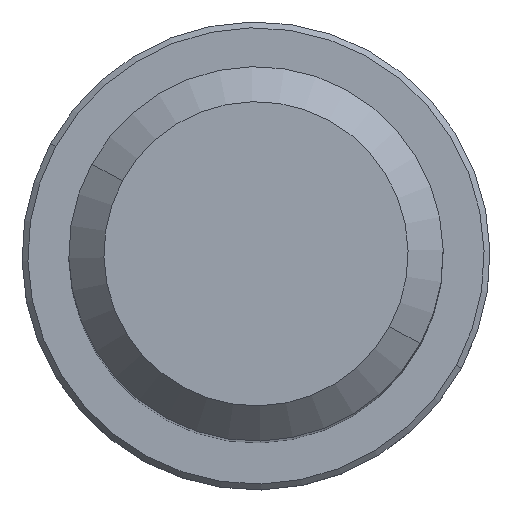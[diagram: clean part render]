
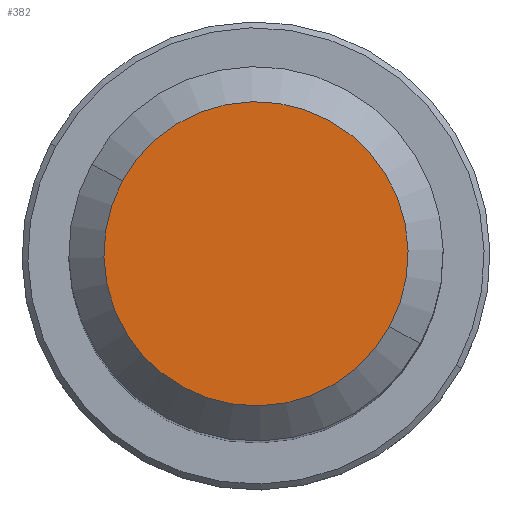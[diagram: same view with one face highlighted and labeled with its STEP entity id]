
A CAD part, top view. The second image highlights one B-rep face of the part: STEP entity #382.
In plain terms, the highlighted planar face has unit normal (0, 0, 1).
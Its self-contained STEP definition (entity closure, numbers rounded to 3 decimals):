
#339=CARTESIAN_POINT('Vertex',(11.409,-6.233,110.)) ;
#342=CARTESIAN_POINT('Axis2P3D Location',(0.,0.,110.)) ;
#346=CARTESIAN_POINT('Vertex',(-11.409,6.233,110.)) ;
#361=CARTESIAN_POINT('Axis2P3D Location',(0.,0.,110.)) ;
#373=CARTESIAN_POINT('Axis2P3D Location',(-13.,0.,110.)) ;
#343=DIRECTION('Axis2P3D Direction',(0.,0.,-1.)) ;
#362=DIRECTION('Axis2P3D Direction',(0.,0.,-1.)) ;
#374=DIRECTION('Axis2P3D Direction',(0.,0.,-1.)) ;
#375=DIRECTION('Axis2P3D XDirection',(1.,0.,0.)) ;
#344=AXIS2_PLACEMENT_3D('Circle Axis2P3D',#342,#343,$) ;
#363=AXIS2_PLACEMENT_3D('Circle Axis2P3D',#361,#362,$) ;
#376=AXIS2_PLACEMENT_3D('Plane Axis2P3D',#373,#374,#375) ;
#379=ORIENTED_EDGE('',*,*,#365,.F.) ;
#380=ORIENTED_EDGE('',*,*,#348,.F.) ;
#382=ADVANCED_FACE('PartBody',(#381),#377,.F.) ;
#345=CIRCLE('generated circle',#344,13.) ;
#364=CIRCLE('generated circle',#363,13.) ;
#348=EDGE_CURVE('',#340,#347,#345,.T.) ;
#365=EDGE_CURVE('',#347,#340,#364,.T.) ;
#378=EDGE_LOOP('',(#379,#380)) ;
#381=FACE_OUTER_BOUND('',#378,.T.) ;
#377=PLANE('Plane',#376) ;
#340=VERTEX_POINT('',#339) ;
#347=VERTEX_POINT('',#346) ;
